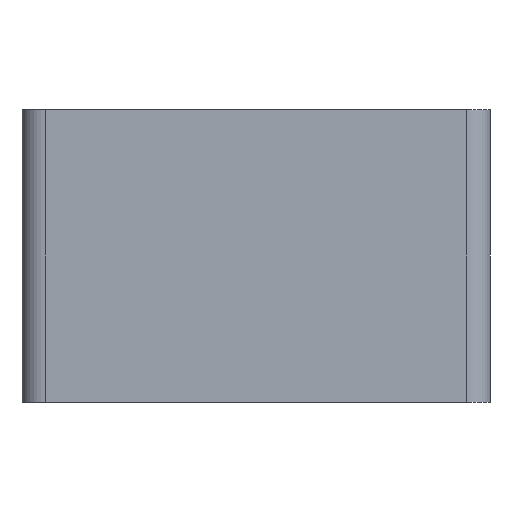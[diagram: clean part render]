
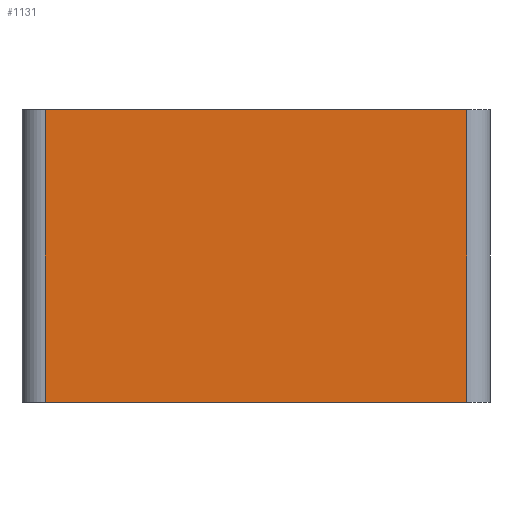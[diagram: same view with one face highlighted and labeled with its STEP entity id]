
A CAD part, left-side view. The second image highlights one B-rep face of the part: STEP entity #1131.
In plain terms, the highlighted planar face has unit normal (-1, 0, 0).
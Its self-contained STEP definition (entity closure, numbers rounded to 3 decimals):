
#36 = CARTESIAN_POINT ( 'NONE',  ( 0., 76., -25. ) ) ;
#113 = EDGE_CURVE ( 'NONE', #887, #1224, #568, .T. ) ;
#118 = VECTOR ( 'NONE', #1043, 1000. ) ;
#127 = CARTESIAN_POINT ( 'NONE',  ( 0., 4., 25. ) ) ;
#134 = DIRECTION ( 'NONE',  ( 1., 0., 0. ) ) ;
#143 = VECTOR ( 'NONE', #387, 1000. ) ;
#244 = CARTESIAN_POINT ( 'NONE',  ( 0., 76., 25. ) ) ;
#298 = ORIENTED_EDGE ( 'NONE', *, *, #1024, .T. ) ;
#387 = DIRECTION ( 'NONE',  ( 0., 0., -1. ) ) ;
#391 = ORIENTED_EDGE ( 'NONE', *, *, #1022, .F. ) ;
#498 = CARTESIAN_POINT ( 'NONE',  ( 0., 76., 25. ) ) ;
#568 = LINE ( 'NONE', #1460, #938 ) ;
#574 = VERTEX_POINT ( 'NONE', #1018 ) ;
#591 = DIRECTION ( 'NONE',  ( 0., 1., 0. ) ) ;
#650 = AXIS2_PLACEMENT_3D ( 'NONE', #498, #134, #591 ) ;
#680 = VECTOR ( 'NONE', #739, 1000. ) ;
#739 = DIRECTION ( 'NONE',  ( 0., -1., 0. ) ) ;
#755 = CARTESIAN_POINT ( 'NONE',  ( 0., 4., -25. ) ) ;
#845 = CARTESIAN_POINT ( 'NONE',  ( 0., 76., 25. ) ) ;
#852 = PLANE ( 'NONE',  #650 ) ;
#887 = VERTEX_POINT ( 'NONE', #127 ) ;
#938 = VECTOR ( 'NONE', #1029, 1000. ) ;
#1018 = CARTESIAN_POINT ( 'NONE',  ( 0., 76., 25. ) ) ;
#1022 = EDGE_CURVE ( 'NONE', #574, #887, #1409, .T. ) ;
#1024 = EDGE_CURVE ( 'NONE', #1294, #1224, #1304, .T. ) ;
#1029 = DIRECTION ( 'NONE',  ( 0., 0., -1. ) ) ;
#1033 = CARTESIAN_POINT ( 'NONE',  ( 0., 76., -25. ) ) ;
#1043 = DIRECTION ( 'NONE',  ( 0., -1., 0. ) ) ;
#1052 = ORIENTED_EDGE ( 'NONE', *, *, #1110, .T. ) ;
#1110 = EDGE_CURVE ( 'NONE', #574, #1294, #1285, .T. ) ;
#1131 = ADVANCED_FACE ( 'NONE', ( #1169 ), #852, .F. ) ;
#1169 = FACE_OUTER_BOUND ( 'NONE', #1404, .T. ) ;
#1224 = VERTEX_POINT ( 'NONE', #755 ) ;
#1235 = ORIENTED_EDGE ( 'NONE', *, *, #113, .F. ) ;
#1285 = LINE ( 'NONE', #244, #143 ) ;
#1294 = VERTEX_POINT ( 'NONE', #1033 ) ;
#1304 = LINE ( 'NONE', #36, #680 ) ;
#1404 = EDGE_LOOP ( 'NONE', ( #298, #1235, #391, #1052 ) ) ;
#1409 = LINE ( 'NONE', #845, #118 ) ;
#1460 = CARTESIAN_POINT ( 'NONE',  ( 0., 4., 25. ) ) ;
